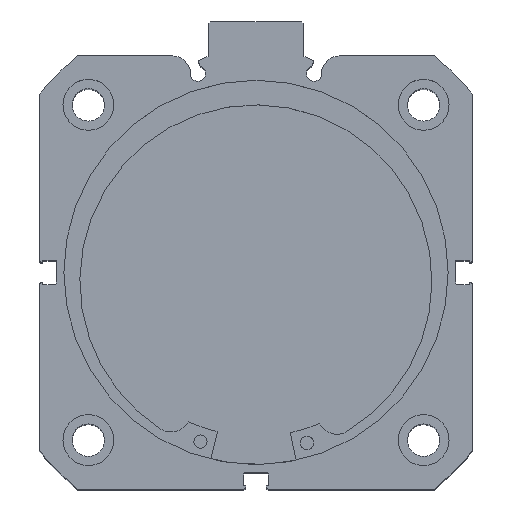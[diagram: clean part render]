
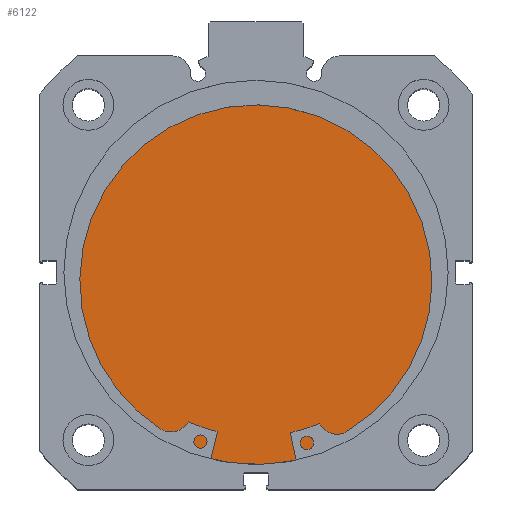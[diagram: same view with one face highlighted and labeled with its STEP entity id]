
A CAD part, top view. The second image highlights one B-rep face of the part: STEP entity #6122.
In plain terms, the highlighted face is planar.
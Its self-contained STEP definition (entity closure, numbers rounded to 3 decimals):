
#241 = VERTEX_POINT ( 'NONE', #6355 ) ;
#391 = VERTEX_POINT ( 'NONE', #701 ) ;
#701 = CARTESIAN_POINT ( 'NONE',  ( 13., 0., 51. ) ) ;
#1475 = CARTESIAN_POINT ( 'NONE',  ( 13., 0., 0. ) ) ;
#1476 = DIRECTION ( 'NONE',  ( -1., 0., 0. ) ) ;
#1477 = DIRECTION ( 'NONE',  ( 0., 0., 1. ) ) ;
#1569 = CARTESIAN_POINT ( 'NONE',  ( 13., 0., 0. ) ) ;
#1570 = DIRECTION ( 'NONE',  ( -1., 0., 0. ) ) ;
#1571 = DIRECTION ( 'NONE',  ( 0., 0., 1. ) ) ;
#1934 = CARTESIAN_POINT ( 'NONE',  ( 13., 51., 0. ) ) ;
#1935 = PLANE ( 'NONE',  #5771 ) ;
#1937 = DIRECTION ( 'NONE',  ( -1., 0., 0. ) ) ;
#1938 = DIRECTION ( 'NONE',  ( 0., 0., 1. ) ) ;
#3419 = EDGE_CURVE ( 'NONE', #241, #391, #4414, .T. ) ;
#3445 = EDGE_CURVE ( 'NONE', #391, #241, #4453, .T. ) ;
#4414 = CIRCLE ( 'NONE', #5650, 51. ) ;
#4453 = CIRCLE ( 'NONE', #5667, 51. ) ;
#4666 = FACE_OUTER_BOUND ( 'NONE', #6904, .T. ) ;
#4947 = ORIENTED_EDGE ( 'NONE', *, *, #3445, .F. ) ;
#4948 = ORIENTED_EDGE ( 'NONE', *, *, #3419, .F. ) ;
#5650 = AXIS2_PLACEMENT_3D ( 'NONE', #1475, #1476, #1477 ) ;
#5667 = AXIS2_PLACEMENT_3D ( 'NONE', #1569, #1570, #1571 ) ;
#5771 = AXIS2_PLACEMENT_3D ( 'NONE', #1934, #1937, #1938 ) ;
#6122 = ADVANCED_FACE ( 'NONE', ( #4666 ), #1935, .F. ) ;
#6355 = CARTESIAN_POINT ( 'NONE',  ( 13., 0., -51. ) ) ;
#6904 = EDGE_LOOP ( 'NONE', ( #4947, #4948 ) ) ;
